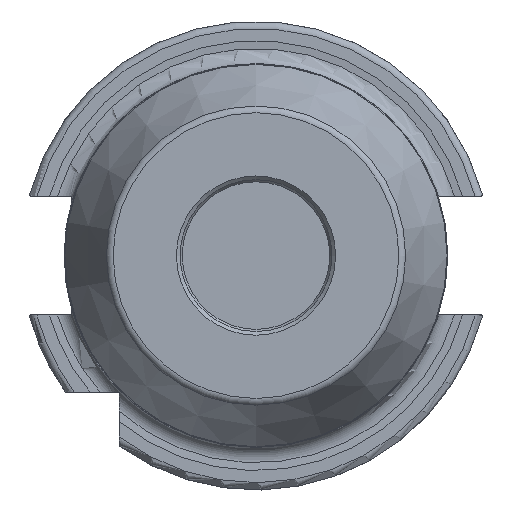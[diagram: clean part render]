
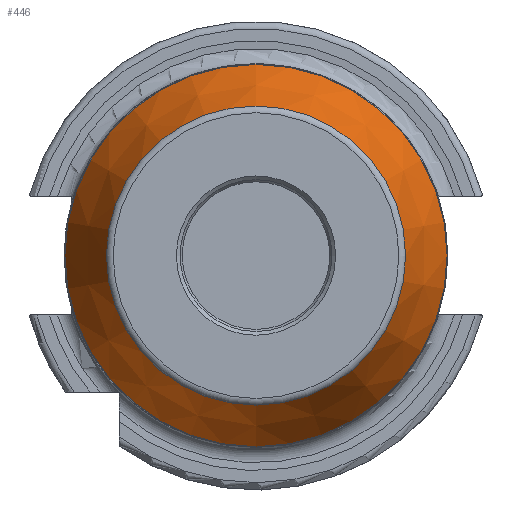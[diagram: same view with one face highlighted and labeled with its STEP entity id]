
A CAD part, left-side view. The second image highlights one B-rep face of the part: STEP entity #446.
In plain terms, the highlighted conical face has half-angle 25 degrees and reference radius 20.269 mm.
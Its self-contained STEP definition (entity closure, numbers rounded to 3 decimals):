
#201=CONICAL_SURFACE('',#1853,20.269,25.);
#352=FACE_BOUND('',#660,.T.);
#353=FACE_BOUND('',#661,.T.);
#446=ADVANCED_FACE('',(#352,#353),#201,.T.);
#660=EDGE_LOOP('',(#989));
#661=EDGE_LOOP('',(#990));
#989=ORIENTED_EDGE('',*,*,#1592,.T.);
#990=ORIENTED_EDGE('',*,*,#1593,.F.);
#1359=VERTEX_POINT('',#3566);
#1360=VERTEX_POINT('',#3569);
#1592=EDGE_CURVE('',#1359,#1359,#1693,.T.);
#1593=EDGE_CURVE('',#1360,#1360,#1694,.T.);
#1693=CIRCLE('',#1850,25.901);
#1694=CIRCLE('',#1852,20.269);
#1850=AXIS2_PLACEMENT_3D('',#3565,#2220,#2221);
#1852=AXIS2_PLACEMENT_3D('',#3568,#2224,#2225);
#1853=AXIS2_PLACEMENT_3D('',#3570,#2226,#2227);
#2220=DIRECTION('',(-1.,0.,0.));
#2221=DIRECTION('',(0.,0.,-1.));
#2224=DIRECTION('',(-1.,0.,0.));
#2225=DIRECTION('',(0.,0.,-1.));
#2226=DIRECTION('',(1.,0.,0.));
#2227=DIRECTION('',(0.,0.,-1.));
#3565=CARTESIAN_POINT('',(12.656,0.,0.));
#3566=CARTESIAN_POINT('',(12.656,0.,-25.901));
#3568=CARTESIAN_POINT('',(0.577,0.,0.));
#3569=CARTESIAN_POINT('',(0.577,0.,-20.269));
#3570=CARTESIAN_POINT('',(0.577,0.,0.));
